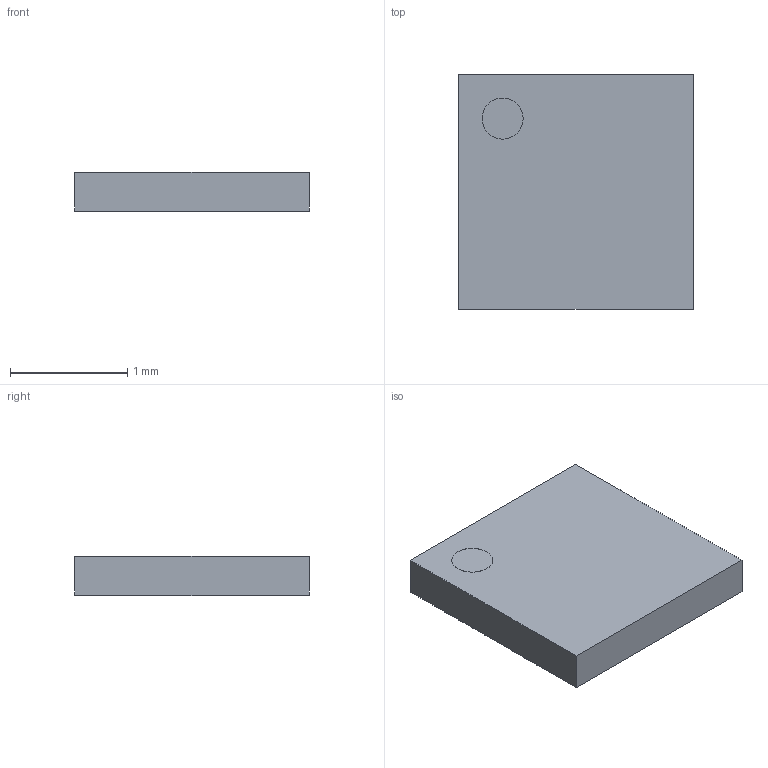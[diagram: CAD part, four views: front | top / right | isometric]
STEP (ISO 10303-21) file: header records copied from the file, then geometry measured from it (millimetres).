
FILE_DESCRIPTION(/* description */ (''),/* implementation_level */ '2;1');
FILE_NAME(/* name */ 'USP-8B06_2.0x2.0mm_P0.5mm_EP1.0x1.8mm.step',/* time_stamp */ '2022-03-08T03:06:33+03:00',/* author */ (''),/* organization */ (''),/* preprocessor_version */ 'ST-DEVELOPER v18.1',/* originating_system */ 'Autodesk Translation Framework v10.13.0.1454',/* authorisation */ '');
FILE_SCHEMA (('AUTOMOTIVE_DESIGN { 1 0 10303 214 3 1 1 }'));
Length unit declared in the file: millimetre
Products named in the file (3): (Unsaved); Body; Pins
Assembly tree (2 placements, depth 2):
  (Unsaved)
    Body
    Pins
Bounding box: 2 x 2 x 0.34 mm (x, y, z)
Volume: 1.3 mm3; surface area: 14 mm2
Topology: 10 solids, 10 shells, 62 faces, 123 edges, 82 vertices
Faces by surface type: plane 61, cylinder 1
Full cylindrical faces by diameter (mm): 0.35 x1
Entity records: 1678 total; most frequent: CARTESIAN_POINT 273, DIRECTION 261, ORIENTED_EDGE 246, EDGE_CURVE 123, LINE 121, VECTOR 121, VERTEX_POINT 82, AXIS2_PLACEMENT_3D 70
